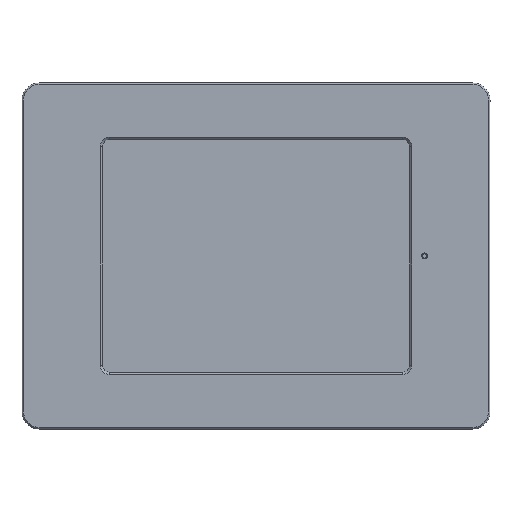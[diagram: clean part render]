
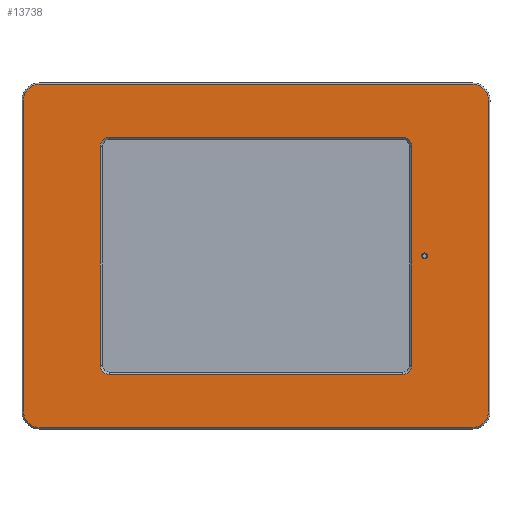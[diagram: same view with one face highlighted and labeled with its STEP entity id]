
A CAD part, top view. The second image highlights one B-rep face of the part: STEP entity #13738.
In plain terms, the highlighted planar face has unit normal (0, 0, 1).
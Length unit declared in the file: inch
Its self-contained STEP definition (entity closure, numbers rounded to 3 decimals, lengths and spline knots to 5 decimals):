
#31=FACE_BOUND('',#1795,.T.);
#32=FACE_BOUND('',#1796,.T.);
#398=PLANE('',#14625);
#1022=FACE_OUTER_BOUND('',#1794,.T.);
#1794=EDGE_LOOP('',(#9653,#9654,#9655,#9656,#9657,#9658,#9659,#9660));
#1795=EDGE_LOOP('',(#9661,#9662,#9663,#9664,#9665,#9666,#9667,#9668));
#1796=EDGE_LOOP('',(#9669));
#2601=CIRCLE('',#14612,0.33);
#2603=CIRCLE('',#14616,0.33);
#2605=CIRCLE('',#14620,0.33);
#2607=CIRCLE('',#14624,0.33);
#2608=CIRCLE('',#14626,0.195);
#2609=CIRCLE('',#14627,0.195);
#2610=CIRCLE('',#14628,0.195);
#2611=CIRCLE('',#14629,0.195);
#2612=CIRCLE('',#14630,0.063);
#3150=LINE('',#23160,#4451);
#3155=LINE('',#23174,#4456);
#3159=LINE('',#23186,#4460);
#3163=LINE('',#23198,#4464);
#3165=LINE('',#23208,#4466);
#3166=LINE('',#23212,#4467);
#3167=LINE('',#23216,#4468);
#3168=LINE('',#23219,#4469);
#4451=VECTOR('',#16016,0.3937);
#4456=VECTOR('',#16029,0.3937);
#4460=VECTOR('',#16041,0.3937);
#4464=VECTOR('',#16053,0.3937);
#4466=VECTOR('',#16065,0.3937);
#4467=VECTOR('',#16068,0.3937);
#4468=VECTOR('',#16071,0.3937);
#4469=VECTOR('',#16074,0.3937);
#5936=VERTEX_POINT('',#23157);
#5937=VERTEX_POINT('',#23159);
#5940=VERTEX_POINT('',#23167);
#5942=VERTEX_POINT('',#23172);
#5944=VERTEX_POINT('',#23179);
#5946=VERTEX_POINT('',#23184);
#5948=VERTEX_POINT('',#23191);
#5950=VERTEX_POINT('',#23196);
#5951=VERTEX_POINT('',#23204);
#5952=VERTEX_POINT('',#23205);
#5953=VERTEX_POINT('',#23207);
#5954=VERTEX_POINT('',#23209);
#5955=VERTEX_POINT('',#23211);
#5956=VERTEX_POINT('',#23213);
#5957=VERTEX_POINT('',#23215);
#5958=VERTEX_POINT('',#23217);
#5959=VERTEX_POINT('',#23220);
#7333=EDGE_CURVE('',#5936,#5937,#3150,.T.);
#7338=EDGE_CURVE('',#5940,#5936,#2601,.T.);
#7340=EDGE_CURVE('',#5942,#5940,#3155,.T.);
#7344=EDGE_CURVE('',#5944,#5942,#2603,.T.);
#7346=EDGE_CURVE('',#5946,#5944,#3159,.T.);
#7350=EDGE_CURVE('',#5948,#5946,#2605,.T.);
#7352=EDGE_CURVE('',#5950,#5948,#3163,.T.);
#7355=EDGE_CURVE('',#5937,#5950,#2607,.T.);
#7356=EDGE_CURVE('',#5951,#5952,#2608,.T.);
#7357=EDGE_CURVE('',#5953,#5951,#3165,.T.);
#7358=EDGE_CURVE('',#5954,#5953,#2609,.T.);
#7359=EDGE_CURVE('',#5955,#5954,#3166,.T.);
#7360=EDGE_CURVE('',#5956,#5955,#2610,.T.);
#7361=EDGE_CURVE('',#5957,#5956,#3167,.T.);
#7362=EDGE_CURVE('',#5958,#5957,#2611,.T.);
#7363=EDGE_CURVE('',#5952,#5958,#3168,.T.);
#7364=EDGE_CURVE('',#5959,#5959,#2612,.T.);
#9653=ORIENTED_EDGE('',*,*,#7333,.F.);
#9654=ORIENTED_EDGE('',*,*,#7338,.F.);
#9655=ORIENTED_EDGE('',*,*,#7340,.F.);
#9656=ORIENTED_EDGE('',*,*,#7344,.F.);
#9657=ORIENTED_EDGE('',*,*,#7346,.F.);
#9658=ORIENTED_EDGE('',*,*,#7350,.F.);
#9659=ORIENTED_EDGE('',*,*,#7352,.F.);
#9660=ORIENTED_EDGE('',*,*,#7355,.F.);
#9661=ORIENTED_EDGE('',*,*,#7356,.F.);
#9662=ORIENTED_EDGE('',*,*,#7357,.F.);
#9663=ORIENTED_EDGE('',*,*,#7358,.F.);
#9664=ORIENTED_EDGE('',*,*,#7359,.F.);
#9665=ORIENTED_EDGE('',*,*,#7360,.F.);
#9666=ORIENTED_EDGE('',*,*,#7361,.F.);
#9667=ORIENTED_EDGE('',*,*,#7362,.F.);
#9668=ORIENTED_EDGE('',*,*,#7363,.F.);
#9669=ORIENTED_EDGE('',*,*,#7364,.F.);
#13738=ADVANCED_FACE('',(#1022,#31,#32),#398,.F.);
#14612=AXIS2_PLACEMENT_3D('',#23169,#16024,#16025);
#14616=AXIS2_PLACEMENT_3D('',#23181,#16036,#16037);
#14620=AXIS2_PLACEMENT_3D('',#23193,#16048,#16049);
#14624=AXIS2_PLACEMENT_3D('',#23202,#16059,#16060);
#14625=AXIS2_PLACEMENT_3D('',#23203,#16061,#16062);
#14626=AXIS2_PLACEMENT_3D('',#23206,#16063,#16064);
#14627=AXIS2_PLACEMENT_3D('',#23210,#16066,#16067);
#14628=AXIS2_PLACEMENT_3D('',#23214,#16069,#16070);
#14629=AXIS2_PLACEMENT_3D('',#23218,#16072,#16073);
#14630=AXIS2_PLACEMENT_3D('',#23221,#16075,#16076);
#16016=DIRECTION('',(0.,-1.,0.));
#16024=DIRECTION('center_axis',(0.,0.,
-1.));
#16025=DIRECTION('ref_axis',(0.707,0.707,0.));
#16029=DIRECTION('',(1.,0.,0.));
#16036=DIRECTION('center_axis',(0.,0.,
-1.));
#16037=DIRECTION('ref_axis',(-0.707,0.707,0.));
#16041=DIRECTION('',(0.,1.,0.));
#16048=DIRECTION('center_axis',(0.,0.,
-1.));
#16049=DIRECTION('ref_axis',(-0.707,-0.707,0.));
#16053=DIRECTION('',(-1.,0.,0.));
#16059=DIRECTION('center_axis',(0.,0.,
-1.));
#16060=DIRECTION('ref_axis',(0.707,-0.707,0.));
#16061=DIRECTION('center_axis',(0.,0.,
-1.));
#16062=DIRECTION('ref_axis',(1.,0.,0.));
#16063=DIRECTION('center_axis',(0.,0.,
1.));
#16064=DIRECTION('ref_axis',(0.,-1.,0.));
#16065=DIRECTION('',(1.,0.,0.));
#16066=DIRECTION('center_axis',(0.,0.,
1.));
#16067=DIRECTION('ref_axis',(-1.,0.,0.));
#16068=DIRECTION('',(0.,-1.,0.));
#16069=DIRECTION('center_axis',(0.,0.,
1.));
#16070=DIRECTION('ref_axis',(0.,1.,0.));
#16071=DIRECTION('',(-1.,0.,0.));
#16072=DIRECTION('center_axis',(0.,0.,
1.));
#16073=DIRECTION('ref_axis',(1.,0.,0.));
#16074=DIRECTION('',(0.,1.,0.));
#16075=DIRECTION('center_axis',(0.,0.,
1.));
#16076=DIRECTION('ref_axis',(1.,0.,0.));
#23157=CARTESIAN_POINT('',(17.38601,6.94315,0.665));
#23159=CARTESIAN_POINT('',(17.38601,0.36,0.665));
#23160=CARTESIAN_POINT('',(17.38601,5.47736,0.665));
#23167=CARTESIAN_POINT('',(17.05601,7.27315,0.665));
#23169=CARTESIAN_POINT('Origin',(17.05601,6.94315,0.665));
#23172=CARTESIAN_POINT('',(7.89805,7.27315,0.665));
#23174=CARTESIAN_POINT('',(10.00754,7.27315,0.665));
#23179=CARTESIAN_POINT('',(7.56805,6.94315,0.665));
#23181=CARTESIAN_POINT('Origin',(7.89805,6.94315,0.665));
#23184=CARTESIAN_POINT('',(7.56805,0.36,0.665));
#23186=CARTESIAN_POINT('',(7.56805,1.82579,0.665));
#23191=CARTESIAN_POINT('',(7.89805,0.03,0.665));
#23193=CARTESIAN_POINT('Origin',(7.89805,0.36,0.665));
#23196=CARTESIAN_POINT('',(17.05601,0.03,0.665));
#23198=CARTESIAN_POINT('',(14.94652,0.03,0.665));
#23202=CARTESIAN_POINT('Origin',(17.05601,0.36,0.665));
#23203=CARTESIAN_POINT('Origin',(12.47703,3.65157,0.665));
#23204=CARTESIAN_POINT('',(15.57026,1.14878,0.665));
#23205=CARTESIAN_POINT('',(15.76526,1.34378,0.665));
#23206=CARTESIAN_POINT('Origin',(15.57026,1.34378,0.665));
#23207=CARTESIAN_POINT('',(9.3838,1.14878,0.665));
#23208=CARTESIAN_POINT('',(14.02364,1.14878,0.665));
#23209=CARTESIAN_POINT('',(9.1888,1.34378,0.665));
#23210=CARTESIAN_POINT('Origin',(9.3838,1.34378,0.665));
#23211=CARTESIAN_POINT('',(9.1888,5.95937,0.665));
#23212=CARTESIAN_POINT('',(9.1888,2.49768,0.665));
#23213=CARTESIAN_POINT('',(9.3838,6.15437,0.665));
#23214=CARTESIAN_POINT('Origin',(9.3838,5.95937,0.665));
#23215=CARTESIAN_POINT('',(15.57026,6.15437,0.665));
#23216=CARTESIAN_POINT('',(10.93042,6.15437,0.665));
#23217=CARTESIAN_POINT('',(15.76526,5.95937,0.665));
#23218=CARTESIAN_POINT('Origin',(15.57026,5.95937,0.665));
#23219=CARTESIAN_POINT('',(15.76526,4.80547,0.665));
#23220=CARTESIAN_POINT('',(15.97505,3.65157,0.665));
#23221=CARTESIAN_POINT('Origin',(16.03805,3.65157,0.665));
